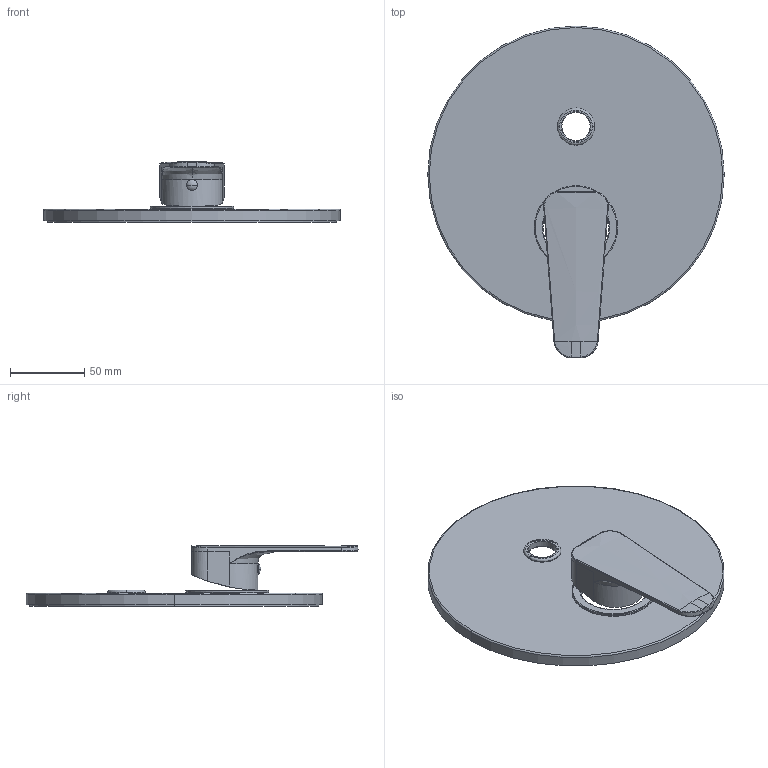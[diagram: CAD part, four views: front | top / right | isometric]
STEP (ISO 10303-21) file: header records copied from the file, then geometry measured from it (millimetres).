
FILE_DESCRIPTION((''),'2;1');
FILE_NAME('SY015CREST','2021-11-09T09:07:10',('ut3'),('PAFFONI SpA'),'CREO PARAMETRIC BY PTC INC, 2020044','CREO PARAMETRIC BY PTC INC, 2020044','');
FILE_SCHEMA(('CONFIG_CONTROL_DESIGN','SHAPE_APPEARANCE_LAYERS_GROUPS'));
Length unit declared in the file: millimetre
Products named in the file (1): SY015CREST
Bounding box: 200 x 223.98 x 41 mm (x, y, z)
Volume: 169272 mm3; surface area: 96436 mm2
Topology: 2 solids, 2 shells, 198 faces, 470 edges, 286 vertices
Faces by surface type: cylinder 58, plane 54, bspline 45, torus 24, cone 13, extrusion 2, sphere 2
Entity records: 11220 total; most frequent: CARTESIAN_POINT 5456, ORIENTED_EDGE 936, DIRECTION 817, EDGE_CURVE 468, AXIS2_PLACEMENT_3D 314, VERTEX_POINT 286, EDGE_LOOP 226, PRESENTATION_STYLE_ASSIGNMENT 200
